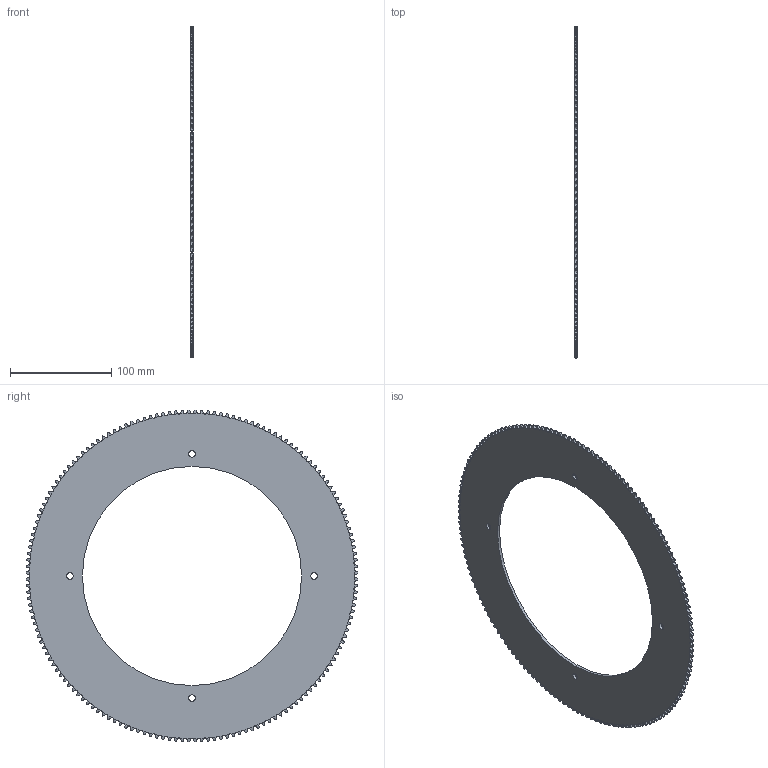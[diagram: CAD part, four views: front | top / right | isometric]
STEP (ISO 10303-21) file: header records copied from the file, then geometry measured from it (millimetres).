
FILE_DESCRIPTION((''),'2;1');
FILE_NAME('Turret Sprocket.stp','2008-01-03T16:50:08',('Owner'),(''),'Autodesk Inventor (R) 6.0','Autodesk Inventor (R) 6.0','');
FILE_SCHEMA(('AUTOMOTIVE_DESIGN { 1 0 10303 214 1 1 1 1 }'));
Length unit declared in the file: inch
Products named in the file (1): Turret Sprocket
Bounding box: 2.8 x 327.12 x 327.12 mm (x, y, z)
Volume: 126223.3 mm3; surface area: 96516.4 mm2
Topology: 1 solids, 1 shells, 1292 faces, 3870 edges, 2580 vertices
Faces by surface type: cylinder 960, torus 320, bspline 10, plane 2
Entity records: 48821 total; most frequent: CARTESIAN_POINT 16825, ORIENTED_EDGE 7740, DIRECTION 5496, EDGE_CURVE 3870, VERTEX_POINT 2580, AXIS2_PLACEMENT_3D 2263, B_SPLINE_CURVE_WITH_KNOTS 1920, EDGE_LOOP 1302
